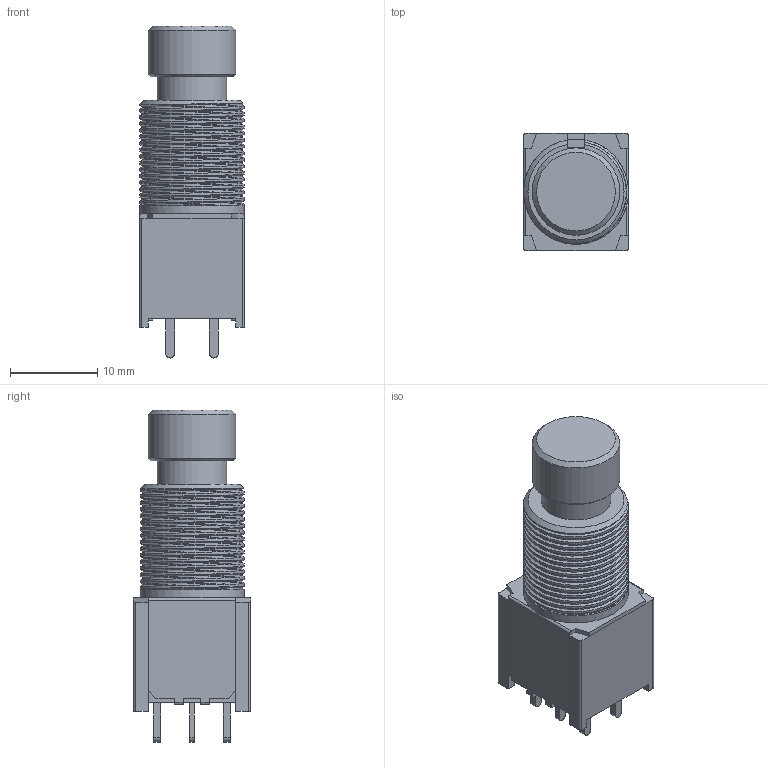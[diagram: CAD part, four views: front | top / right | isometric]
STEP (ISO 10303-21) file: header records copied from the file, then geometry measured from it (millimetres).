
FILE_DESCRIPTION(('FreeCAD Model'),'2;1');
FILE_NAME('Alpha Taiwan SF12011-0202-20R-X.step','2019-06-25T09:54:13',( 'Author'),(''),'Open CASCADE STEP processor 7.3','FreeCAD','Unknown' );
FILE_SCHEMA(('AUTOMOTIVE_DESIGN { 1 0 10303 214 1 1 1 1 }'));
Length unit declared in the file: millimetre
Products named in the file (10): Body020; Body022; Body021; Body024; Body025; Body023; BodyMetal; Thread; BodyPlastic; Cap
Bounding box: 12 x 13.4 x 38 mm (x, y, z)
Volume: 3929.9 mm3; surface area: 3096.8 mm2
Topology: 10 solids, 10 shells, 238 faces, 640 edges, 423 vertices
Faces by surface type: plane 135, cylinder 52, bspline 48, cone 3
Full cylindrical faces by diameter (mm): 8 x1, 10 x1
Entity records: 13500 total; most frequent: CARTESIAN_POINT 7732, ORIENTED_EDGE 1280, DIRECTION 937, EDGE_CURVE 640, VERTEX_POINT 423, LINE 401, VECTOR 401, AXIS2_PLACEMENT_3D 268
